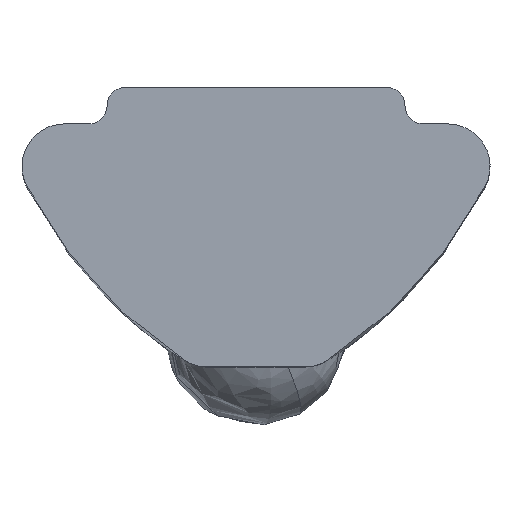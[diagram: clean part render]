
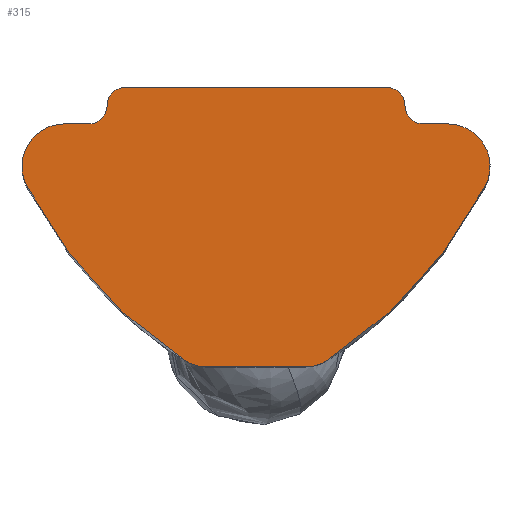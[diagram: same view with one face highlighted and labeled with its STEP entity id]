
A CAD part, top view. The second image highlights one B-rep face of the part: STEP entity #315.
In plain terms, the highlighted planar face has unit normal (0, 0, 1).
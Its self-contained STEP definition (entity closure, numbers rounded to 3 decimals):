
#35 = DIRECTION ( 'NONE',  ( 0., 0., -1. ) ) ;
#56 = LINE ( 'NONE', #1042, #996 ) ;
#64 = CARTESIAN_POINT ( 'NONE',  ( 2.899, 1.807, 12. ) ) ;
#84 = VECTOR ( 'NONE', #1149, 1000. ) ;
#123 = CARTESIAN_POINT ( 'NONE',  ( -3.15, -1.3, 12. ) ) ;
#132 = DIRECTION ( 'NONE',  ( -1., 0., 0. ) ) ;
#136 = AXIS2_PLACEMENT_3D ( 'NONE', #341, #1486, #496 ) ;
#137 = DIRECTION ( 'NONE',  ( 0., 0., -1. ) ) ;
#146 = CARTESIAN_POINT ( 'NONE',  ( -0.799, -3.9, 12. ) ) ;
#148 = CARTESIAN_POINT ( 'NONE',  ( -2.15, -0.3, 12. ) ) ;
#179 = VECTOR ( 'NONE', #1623, 1000. ) ;
#198 = CIRCLE ( 'NONE', #2055, 0.3 ) ;
#226 = DIRECTION ( 'NONE',  ( 0., 0., -1. ) ) ;
#236 = VERTEX_POINT ( 'NONE', #1037 ) ;
#244 = DIRECTION ( 'NONE',  ( -1., 0., 0. ) ) ;
#253 = EDGE_CURVE ( 'NONE', #1734, #1430, #56, .T. ) ;
#260 = VERTEX_POINT ( 'NONE', #759 ) ;
#277 = CIRCLE ( 'NONE', #419, 7.5 ) ;
#282 = AXIS2_PLACEMENT_3D ( 'NONE', #1032, #35, #1196 ) ;
#283 = DIRECTION ( 'NONE',  ( -1., 0., 0. ) ) ;
#292 = CIRCLE ( 'NONE', #136, 0.3 ) ;
#299 = DIRECTION ( 'NONE',  ( 0., 0., -1. ) ) ;
#300 = ORIENTED_EDGE ( 'NONE', *, *, #350, .F. ) ;
#307 = VECTOR ( 'NONE', #769, 1000. ) ;
#309 = FACE_OUTER_BOUND ( 'NONE', #1595, .T. ) ;
#315 = ADVANCED_FACE ( 'NONE', ( #309 ), #1321, .F. ) ;
#324 = DIRECTION ( 'NONE',  ( -1., 0., 0. ) ) ;
#341 = CARTESIAN_POINT ( 'NONE',  ( -2.75, -0.3, 12. ) ) ;
#342 = AXIS2_PLACEMENT_3D ( 'NONE', #1197, #226, #1366 ) ;
#345 = CARTESIAN_POINT ( 'NONE',  ( 2.45, -0.3, 12. ) ) ;
#350 = EDGE_CURVE ( 'NONE', #1864, #2120, #472, .T. ) ;
#364 = EDGE_CURVE ( 'NONE', #464, #1645, #1289, .T. ) ;
#379 = AXIS2_PLACEMENT_3D ( 'NONE', #1818, #826, #1973 ) ;
#386 = EDGE_CURVE ( 'NONE', #236, #1137, #853, .T. ) ;
#419 = AXIS2_PLACEMENT_3D ( 'NONE', #635, #1792, #797 ) ;
#430 = CARTESIAN_POINT ( 'NONE',  ( -2.15, 0., 12. ) ) ;
#435 = ORIENTED_EDGE ( 'NONE', *, *, #1827, .T. ) ;
#464 = VERTEX_POINT ( 'NONE', #1325 ) ;
#472 = CIRCLE ( 'NONE', #1491, 0.7 ) ;
#496 = DIRECTION ( 'NONE',  ( 1., 0., 0. ) ) ;
#534 = CARTESIAN_POINT ( 'NONE',  ( 3.15, -0.6, 12. ) ) ;
#584 = EDGE_CURVE ( 'NONE', #260, #1137, #198, .T. ) ;
#604 = LINE ( 'NONE', #1129, #179 ) ;
#635 = CARTESIAN_POINT ( 'NONE',  ( -2.899, 1.807, 12. ) ) ;
#656 = DIRECTION ( 'NONE',  ( -1., 0., 0. ) ) ;
#676 = ORIENTED_EDGE ( 'NONE', *, *, #1950, .F. ) ;
#705 = CARTESIAN_POINT ( 'NONE',  ( -3.15, -0.6, 12. ) ) ;
#709 = VERTEX_POINT ( 'NONE', #1394 ) ;
#728 = VERTEX_POINT ( 'NONE', #1724 ) ;
#759 = CARTESIAN_POINT ( 'NONE',  ( 2.75, -0.6, 12. ) ) ;
#760 = CARTESIAN_POINT ( 'NONE',  ( -3.85, -1.3, 12. ) ) ;
#769 = DIRECTION ( 'NONE',  ( 1., 0., 0. ) ) ;
#780 = AXIS2_PLACEMENT_3D ( 'NONE', #146, #137, #132 ) ;
#797 = DIRECTION ( 'NONE',  ( -1., 0., 0. ) ) ;
#815 = CIRCLE ( 'NONE', #1654, 7.5 ) ;
#826 = DIRECTION ( 'NONE',  ( 0., 0., -1. ) ) ;
#853 = CIRCLE ( 'NONE', #1172, 0.3 ) ;
#864 = CARTESIAN_POINT ( 'NONE',  ( 2.75, -0.3, 12. ) ) ;
#931 = ORIENTED_EDGE ( 'NONE', *, *, #2035, .F. ) ;
#965 = CARTESIAN_POINT ( 'NONE',  ( -2.75, -0.6, 12. ) ) ;
#966 = DIRECTION ( 'NONE',  ( -1., 0., 0. ) ) ;
#971 = CIRCLE ( 'NONE', #379, 0.7 ) ;
#972 = ORIENTED_EDGE ( 'NONE', *, *, #1883, .F. ) ;
#988 = CARTESIAN_POINT ( 'NONE',  ( 2.45, -0.6, 12. ) ) ;
#996 = VECTOR ( 'NONE', #966, 1000. ) ;
#1003 = EDGE_CURVE ( 'NONE', #709, #1734, #292, .T. ) ;
#1005 = CIRCLE ( 'NONE', #282, 0.7 ) ;
#1021 = AXIS2_PLACEMENT_3D ( 'NONE', #148, #1296, #324 ) ;
#1030 = DIRECTION ( 'NONE',  ( 1., 0., 0. ) ) ;
#1032 = CARTESIAN_POINT ( 'NONE',  ( -3.15, -1.3, 12. ) ) ;
#1037 = CARTESIAN_POINT ( 'NONE',  ( 2.15, 0., 12. ) ) ;
#1042 = CARTESIAN_POINT ( 'NONE',  ( -2.45, -0.6, 12. ) ) ;
#1055 = CIRCLE ( 'NONE', #1021, 0.3 ) ;
#1102 = AXIS2_PLACEMENT_3D ( 'NONE', #1598, #1288, #656 ) ;
#1122 = EDGE_CURVE ( 'NONE', #709, #1577, #1055, .T. ) ;
#1129 = CARTESIAN_POINT ( 'NONE',  ( 3.15, -4.6, 12. ) ) ;
#1137 = VERTEX_POINT ( 'NONE', #345 ) ;
#1149 = DIRECTION ( 'NONE',  ( -1., 0., 0. ) ) ;
#1169 = CARTESIAN_POINT ( 'NONE',  ( 1.179, -4.487, 12. ) ) ;
#1172 = AXIS2_PLACEMENT_3D ( 'NONE', #1477, #1470, #1311 ) ;
#1196 = DIRECTION ( 'NONE',  ( -1., 0., 0. ) ) ;
#1197 = CARTESIAN_POINT ( 'NONE',  ( 0.799, -3.9, 12. ) ) ;
#1220 = DIRECTION ( 'NONE',  ( 0., 0., -1. ) ) ;
#1254 = VERTEX_POINT ( 'NONE', #1169 ) ;
#1288 = DIRECTION ( 'NONE',  ( 0., 0., -1. ) ) ;
#1289 = CIRCLE ( 'NONE', #780, 0.7 ) ;
#1296 = DIRECTION ( 'NONE',  ( 0., 0., -1. ) ) ;
#1311 = DIRECTION ( 'NONE',  ( -1., 0., 0. ) ) ;
#1317 = ORIENTED_EDGE ( 'NONE', *, *, #2133, .F. ) ;
#1321 = PLANE ( 'NONE',  #1102 ) ;
#1325 = CARTESIAN_POINT ( 'NONE',  ( -0.799, -4.6, 12. ) ) ;
#1327 = EDGE_CURVE ( 'NONE', #2120, #1430, #1005, .T. ) ;
#1328 = VERTEX_POINT ( 'NONE', #534 ) ;
#1366 = DIRECTION ( 'NONE',  ( -1., 0., 0. ) ) ;
#1394 = CARTESIAN_POINT ( 'NONE',  ( -2.45, -0.3, 12. ) ) ;
#1430 = VERTEX_POINT ( 'NONE', #705 ) ;
#1470 = DIRECTION ( 'NONE',  ( 0., 0., -1. ) ) ;
#1477 = CARTESIAN_POINT ( 'NONE',  ( 2.15, -0.3, 12. ) ) ;
#1484 = CARTESIAN_POINT ( 'NONE',  ( -3.773, -1.62, 12. ) ) ;
#1486 = DIRECTION ( 'NONE',  ( 0., 0., -1. ) ) ;
#1491 = AXIS2_PLACEMENT_3D ( 'NONE', #123, #299, #283 ) ;
#1521 = ORIENTED_EDGE ( 'NONE', *, *, #1003, .T. ) ;
#1560 = ORIENTED_EDGE ( 'NONE', *, *, #584, .T. ) ;
#1577 = VERTEX_POINT ( 'NONE', #430 ) ;
#1585 = CARTESIAN_POINT ( 'NONE',  ( 3.15, 0., 12. ) ) ;
#1595 = EDGE_LOOP ( 'NONE', ( #972, #435, #1560, #1852, #1317, #1642, #1521, #1696, #2014, #300, #931, #1888, #2017, #676, #2049 ) ) ;
#1598 = CARTESIAN_POINT ( 'NONE',  ( 3.15, -1.3, 12. ) ) ;
#1623 = DIRECTION ( 'NONE',  ( -1., 0., 0. ) ) ;
#1642 = ORIENTED_EDGE ( 'NONE', *, *, #1122, .F. ) ;
#1645 = VERTEX_POINT ( 'NONE', #1773 ) ;
#1654 = AXIS2_PLACEMENT_3D ( 'NONE', #64, #1220, #244 ) ;
#1696 = ORIENTED_EDGE ( 'NONE', *, *, #253, .T. ) ;
#1712 = EDGE_CURVE ( 'NONE', #728, #1254, #277, .T. ) ;
#1724 = CARTESIAN_POINT ( 'NONE',  ( 3.773, -1.62, 12. ) ) ;
#1734 = VERTEX_POINT ( 'NONE', #965 ) ;
#1744 = EDGE_CURVE ( 'NONE', #2094, #464, #604, .T. ) ;
#1773 = CARTESIAN_POINT ( 'NONE',  ( -1.179, -4.487, 12. ) ) ;
#1792 = DIRECTION ( 'NONE',  ( 0., 0., -1. ) ) ;
#1798 = LINE ( 'NONE', #988, #84 ) ;
#1818 = CARTESIAN_POINT ( 'NONE',  ( 3.15, -1.3, 12. ) ) ;
#1827 = EDGE_CURVE ( 'NONE', #1328, #260, #1798, .T. ) ;
#1852 = ORIENTED_EDGE ( 'NONE', *, *, #386, .F. ) ;
#1864 = VERTEX_POINT ( 'NONE', #1484 ) ;
#1876 = CARTESIAN_POINT ( 'NONE',  ( 0.799, -4.6, 12. ) ) ;
#1883 = EDGE_CURVE ( 'NONE', #1328, #728, #971, .T. ) ;
#1888 = ORIENTED_EDGE ( 'NONE', *, *, #364, .F. ) ;
#1890 = CIRCLE ( 'NONE', #342, 0.7 ) ;
#1950 = EDGE_CURVE ( 'NONE', #1254, #2094, #1890, .T. ) ;
#1973 = DIRECTION ( 'NONE',  ( -1., 0., 0. ) ) ;
#1990 = LINE ( 'NONE', #1585, #307 ) ;
#2013 = DIRECTION ( 'NONE',  ( 0., 0., -1. ) ) ;
#2014 = ORIENTED_EDGE ( 'NONE', *, *, #1327, .F. ) ;
#2017 = ORIENTED_EDGE ( 'NONE', *, *, #1744, .F. ) ;
#2035 = EDGE_CURVE ( 'NONE', #1645, #1864, #815, .T. ) ;
#2049 = ORIENTED_EDGE ( 'NONE', *, *, #1712, .F. ) ;
#2055 = AXIS2_PLACEMENT_3D ( 'NONE', #864, #2013, #1030 ) ;
#2094 = VERTEX_POINT ( 'NONE', #1876 ) ;
#2120 = VERTEX_POINT ( 'NONE', #760 ) ;
#2133 = EDGE_CURVE ( 'NONE', #1577, #236, #1990, .T. ) ;
